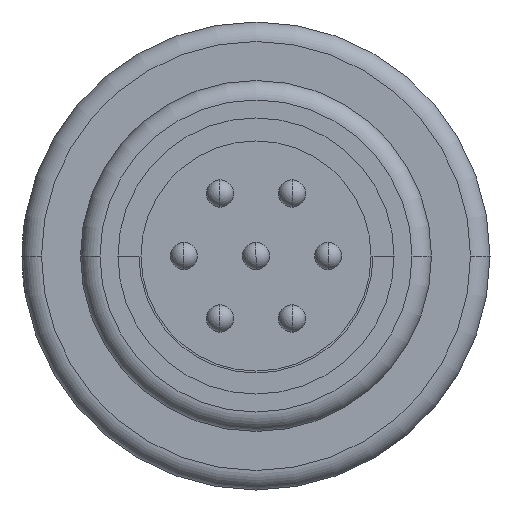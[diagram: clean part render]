
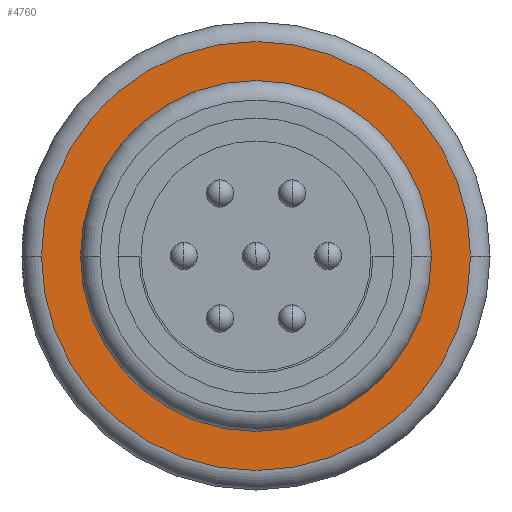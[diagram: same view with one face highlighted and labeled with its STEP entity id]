
A CAD part, left-side view. The second image highlights one B-rep face of the part: STEP entity #4760.
In plain terms, the highlighted planar face has unit normal (-1, 0, 0).
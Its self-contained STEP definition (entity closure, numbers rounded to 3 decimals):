
#1131=CARTESIAN_POINT('',(-2.4,0.,0.));
#1132=DIRECTION('',(-1.,0.,0.));
#1133=DIRECTION('',(0.,-1.,0.));
#1134=AXIS2_PLACEMENT_3D('',#1131,#1132,#1133);
#1139=CARTESIAN_POINT('',(-2.4,0.,0.));
#1140=DIRECTION('',(-1.,0.,0.));
#1141=DIRECTION('',(0.,1.,0.));
#1142=AXIS2_PLACEMENT_3D('',#1139,#1140,#1141);
#1155=CARTESIAN_POINT('',(-2.4,0.,0.));
#1156=DIRECTION('',(1.,0.,0.));
#1157=DIRECTION('',(0.,1.,0.));
#1158=AXIS2_PLACEMENT_3D('',#1155,#1156,#1157);
#1808=CARTESIAN_POINT('',(-2.4,0.,0.));
#1809=DIRECTION('',(-1.,0.,0.));
#1810=DIRECTION('',(0.,1.,0.));
#1811=AXIS2_PLACEMENT_3D('',#1808,#1809,#1810);
#3377=CARTESIAN_POINT('',(-2.4,4.5,0.));
#3378=CARTESIAN_POINT('',(-2.4,-4.5,0.));
#3379=VERTEX_POINT('',#3377);
#3380=VERTEX_POINT('',#3378);
#3441=CARTESIAN_POINT('',(-2.4,-5.5,0.));
#3442=CARTESIAN_POINT('',(-2.4,5.5,0.));
#3443=VERTEX_POINT('',#3441);
#3444=VERTEX_POINT('',#3442);
#4744=CARTESIAN_POINT('',(-2.4,0.,0.));
#4745=DIRECTION('',(1.,0.,0.));
#4746=DIRECTION('',(0.,-1.,0.));
#4747=AXIS2_PLACEMENT_3D('',#4744,#4745,#4746);
#4748=PLANE('',#4747);
#4750=ORIENTED_EDGE('',*,*,#4749,.F.);
#4751=ORIENTED_EDGE('',*,*,#4734,.F.);
#4752=EDGE_LOOP('',(#4750,#4751));
#4753=FACE_OUTER_BOUND('',#4752,.F.);
#4755=ORIENTED_EDGE('',*,*,#4754,.F.);
#4757=ORIENTED_EDGE('',*,*,#4756,.T.);
#4758=EDGE_LOOP('',(#4755,#4757));
#4759=FACE_BOUND('',#4758,.F.);
#1135=CIRCLE('',#1134,5.5);
#1143=CIRCLE('',#1142,5.5);
#1159=CIRCLE('',#1158,4.5);
#1812=CIRCLE('',#1811,4.5);
#4734=EDGE_CURVE('',#3444,#3443,#1143,.T.);
#4749=EDGE_CURVE('',#3443,#3444,#1135,.T.);
#4754=EDGE_CURVE('',#3379,#3380,#1159,.T.);
#4756=EDGE_CURVE('',#3379,#3380,#1812,.T.);
#4760=ADVANCED_FACE('',(#4753,#4759),#4748,.F.);
